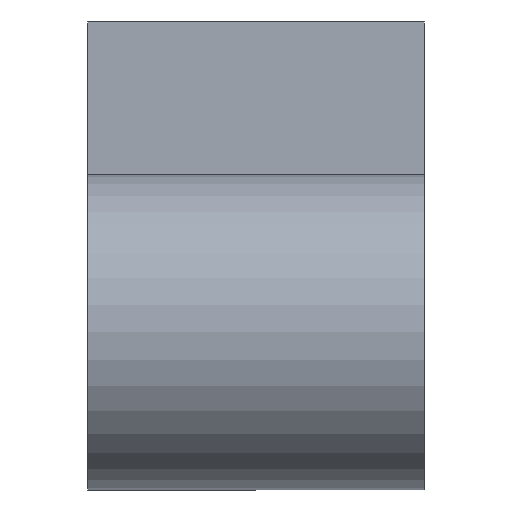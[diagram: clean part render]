
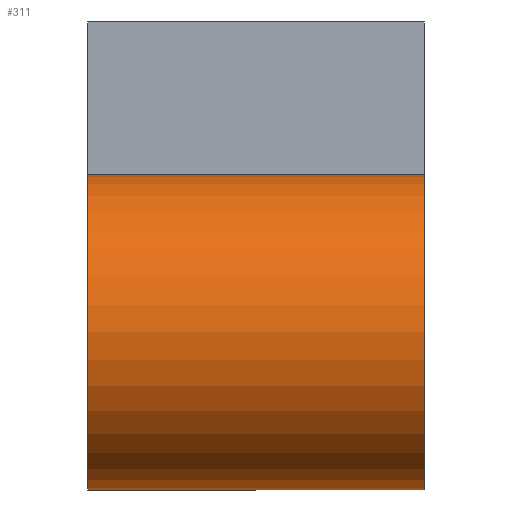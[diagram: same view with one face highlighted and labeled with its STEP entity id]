
A CAD part, left-side view. The second image highlights one B-rep face of the part: STEP entity #311.
In plain terms, the highlighted cylindrical face has radius 4.125 mm (diameter 8.25 mm), a partial arc.
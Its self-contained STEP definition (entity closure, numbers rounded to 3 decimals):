
#28 = VECTOR ( 'NONE', #297, 1000. ) ;
#33 = AXIS2_PLACEMENT_3D ( 'NONE', #357, #336, #399 ) ;
#47 = DIRECTION ( 'NONE',  ( 0., 1., 0. ) ) ;
#48 = ORIENTED_EDGE ( 'NONE', *, *, #424, .F. ) ;
#49 = CARTESIAN_POINT ( 'NONE',  ( -14.975, -8.125, 8.8 ) ) ;
#52 = VERTEX_POINT ( 'NONE', #314 ) ;
#67 = LINE ( 'NONE', #352, #334 ) ;
#72 = DIRECTION ( 'NONE',  ( 0., 0., 1. ) ) ;
#95 = DIRECTION ( 'NONE',  ( 0., 1., 0. ) ) ;
#114 = EDGE_LOOP ( 'NONE', ( #259, #418, #48, #139 ) ) ;
#139 = ORIENTED_EDGE ( 'NONE', *, *, #169, .F. ) ;
#151 = VERTEX_POINT ( 'NONE', #409 ) ;
#159 = CYLINDRICAL_SURFACE ( 'NONE', #241, 4.125 ) ;
#169 = EDGE_CURVE ( 'NONE', #384, #151, #67, .T. ) ;
#196 = CARTESIAN_POINT ( 'NONE',  ( -12.914, -11.698, 684.526 ) ) ;
#205 = CIRCLE ( 'NONE', #33, 4.125 ) ;
#206 = CIRCLE ( 'NONE', #242, 4.125 ) ;
#241 = AXIS2_PLACEMENT_3D ( 'NONE', #49, #419, #47 ) ;
#242 = AXIS2_PLACEMENT_3D ( 'NONE', #258, #401, #95 ) ;
#258 = CARTESIAN_POINT ( 'NONE',  ( -14.975, -8.125, 8.8 ) ) ;
#259 = ORIENTED_EDGE ( 'NONE', *, *, #346, .F. ) ;
#282 = VERTEX_POINT ( 'NONE', #329 ) ;
#297 = DIRECTION ( 'NONE',  ( 0., 0., -1. ) ) ;
#302 = CARTESIAN_POINT ( 'NONE',  ( -14.975, -4., 0. ) ) ;
#311 = ADVANCED_FACE ( 'NONE', ( #394 ), #159, .T. ) ;
#314 = CARTESIAN_POINT ( 'NONE',  ( -12.914, -11.698, 0. ) ) ;
#329 = CARTESIAN_POINT ( 'NONE',  ( -12.914, -11.698, 8.8 ) ) ;
#334 = VECTOR ( 'NONE', #72, 1000. ) ;
#336 = DIRECTION ( 'NONE',  ( 0., 0., -1. ) ) ;
#346 = EDGE_CURVE ( 'NONE', #52, #384, #205, .T. ) ;
#352 = CARTESIAN_POINT ( 'NONE',  ( -14.975, -4., -454.2 ) ) ;
#357 = CARTESIAN_POINT ( 'NONE',  ( -14.975, -8.125, 0. ) ) ;
#367 = LINE ( 'NONE', #196, #28 ) ;
#384 = VERTEX_POINT ( 'NONE', #302 ) ;
#394 = FACE_OUTER_BOUND ( 'NONE', #114, .T. ) ;
#399 = DIRECTION ( 'NONE',  ( 0., -1., 0. ) ) ;
#401 = DIRECTION ( 'NONE',  ( 0., 0., 1. ) ) ;
#405 = EDGE_CURVE ( 'NONE', #282, #52, #367, .T. ) ;
#409 = CARTESIAN_POINT ( 'NONE',  ( -14.975, -4., 8.8 ) ) ;
#418 = ORIENTED_EDGE ( 'NONE', *, *, #405, .F. ) ;
#419 = DIRECTION ( 'NONE',  ( 0., 0., -1. ) ) ;
#424 = EDGE_CURVE ( 'NONE', #151, #282, #206, .T. ) ;
